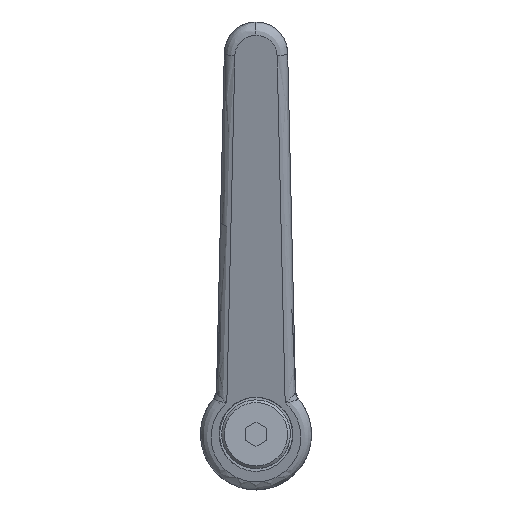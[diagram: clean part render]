
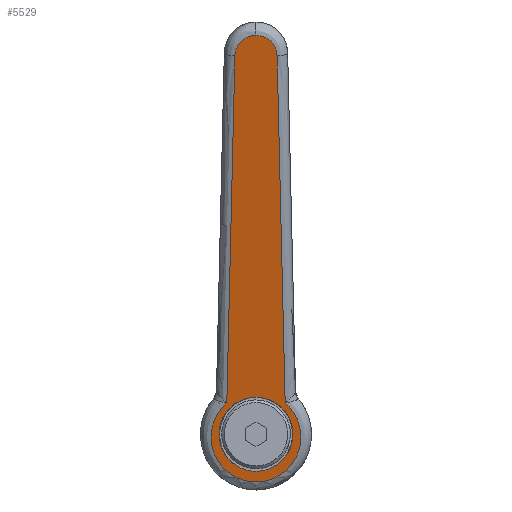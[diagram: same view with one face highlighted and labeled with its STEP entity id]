
A CAD part, top view. The second image highlights one B-rep face of the part: STEP entity #5529.
In plain terms, the highlighted free-form (B-spline) face has degree [1, 1] with [2, 2] control points.
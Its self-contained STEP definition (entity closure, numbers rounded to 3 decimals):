
#2023=CARTESIAN_POINT('',(5.161,4.729,27.862));
#2024=VERTEX_POINT('',#2023);
#2030=CARTESIAN_POINT('',(-7.0,0.0,24.564));
#2031=VERTEX_POINT('',#2030);
#2032=CARTESIAN_POINT('',(5.161,4.729,27.862));
#2033=CARTESIAN_POINT('',(3.08,7.,27.297));
#2034=CARTESIAN_POINT('',(0.,7.,26.462));
#2035=CARTESIAN_POINT('',(-7.,7.,24.564));
#2036=CARTESIAN_POINT('',(-7.0,0.0,24.564));
#2044=(BOUNDED_CURVE()B_SPLINE_CURVE(2,(#2032,#2033,#2034,#2035,#2036),.UNSPECIFIED.,.F.,.U.)B_SPLINE_CURVE_WITH_KNOTS((3,2,3),(0.618,0.75,1.0),.UNSPECIFIED.)CURVE()GEOMETRIC_REPRESENTATION_ITEM()RATIONAL_B_SPLINE_CURVE((0.854,0.846,1.0,0.707,1.0))REPRESENTATION_ITEM(''));
#2045=EDGE_CURVE('',#2024,#2031,#2044,.T.);
#2047=CARTESIAN_POINT('',(5.017,-4.882,27.822));
#2048=VERTEX_POINT('',#2047);
#2049=CARTESIAN_POINT('',(-7.0,0.0,24.564));
#2050=CARTESIAN_POINT('',(-7.,-7.,24.564));
#2051=CARTESIAN_POINT('',(0.,-7.0,26.462));
#2052=CARTESIAN_POINT('',(2.955,-7.0,27.264));
#2053=CARTESIAN_POINT('',(5.017,-4.882,27.822));
#2061=(BOUNDED_CURVE()B_SPLINE_CURVE(2,(#2049,#2050,#2051,#2052,#2053),.UNSPECIFIED.,.F.,.U.)B_SPLINE_CURVE_WITH_KNOTS((3,2,3),(0.0,0.25,0.377),.UNSPECIFIED.)CURVE()GEOMETRIC_REPRESENTATION_ITEM()RATIONAL_B_SPLINE_CURVE((1.0,0.707,1.0,0.851,0.854))REPRESENTATION_ITEM(''));
#2062=EDGE_CURVE('',#2031,#2048,#2061,.T.);
#2098=CARTESIAN_POINT('',(7.0,0.,28.36));
#2099=VERTEX_POINT('',#2098);
#2100=CARTESIAN_POINT('',(5.017,-4.882,27.822));
#2101=CARTESIAN_POINT('',(7.,-2.844,28.36));
#2102=CARTESIAN_POINT('',(7.0,0.,28.36));
#2110=(BOUNDED_CURVE()B_SPLINE_CURVE(2,(#2100,#2101,#2102),.UNSPECIFIED.,.F.,.U.)B_SPLINE_CURVE_WITH_KNOTS((3,3),(0.377,0.5),.UNSPECIFIED.)CURVE()GEOMETRIC_REPRESENTATION_ITEM()RATIONAL_B_SPLINE_CURVE((0.854,0.856,1.0))REPRESENTATION_ITEM(''));
#2111=EDGE_CURVE('',#2048,#2099,#2110,.T.);
#2113=CARTESIAN_POINT('',(7.0,0.,28.36));
#2114=CARTESIAN_POINT('',(7.,2.722,28.36));
#2115=CARTESIAN_POINT('',(5.161,4.729,27.862));
#2123=(BOUNDED_CURVE()B_SPLINE_CURVE(2,(#2113,#2114,#2115),.UNSPECIFIED.,.F.,.U.)B_SPLINE_CURVE_WITH_KNOTS((3,3),(0.5,0.618),.UNSPECIFIED.)CURVE()GEOMETRIC_REPRESENTATION_ITEM()RATIONAL_B_SPLINE_CURVE((1.0,0.861,0.854))REPRESENTATION_ITEM(''));
#2124=EDGE_CURVE('',#2099,#2024,#2123,.T.);
#4551=CARTESIAN_POINT('',(5.94,-5.52,28.073));
#4552=VERTEX_POINT('',#4551);
#4800=CARTESIAN_POINT('',(5.94,5.52,28.073));
#4801=VERTEX_POINT('',#4800);
#5171=CARTESIAN_POINT('',(5.94,5.52,28.073));
#5172=CARTESIAN_POINT('',(2.093,10.025,27.03));
#5173=CARTESIAN_POINT('',(-3.465,7.975,25.522));
#5174=CARTESIAN_POINT('',(-9.023,5.924,24.015));
#5175=CARTESIAN_POINT('',(-9.023,0.,24.015));
#5176=CARTESIAN_POINT('',(-9.023,-5.924,24.015));
#5177=CARTESIAN_POINT('',(-3.465,-7.975,25.522));
#5178=CARTESIAN_POINT('',(2.093,-10.025,27.03));
#5179=CARTESIAN_POINT('',(5.94,-5.52,28.073));
#5187=(BOUNDED_CURVE()B_SPLINE_CURVE(2,(#5171,#5172,#5173,#5174,#5175,#5176,#5177,#5178,#5179),.UNSPECIFIED.,.F.,.U.)B_SPLINE_CURVE_WITH_KNOTS((3,2,2,2,3),(0.0,0.25,0.5,0.75,1.0),.UNSPECIFIED.)CURVE()GEOMETRIC_REPRESENTATION_ITEM()RATIONAL_B_SPLINE_CURVE((1.0,0.82,1.0,0.82,1.0,0.82,1.0,0.82,1.0))REPRESENTATION_ITEM(''));
#5188=EDGE_CURVE('',#4801,#4552,#5187,.T.);
#5217=CARTESIAN_POINT('',(71.569,3.999,45.871));
#5218=VERTEX_POINT('',#5217);
#5219=CARTESIAN_POINT('',(71.569,3.999,45.871));
#5220=CARTESIAN_POINT('',(5.94,5.52,28.073));
#5221=QUASI_UNIFORM_CURVE('',1,(#5219,#5220),.UNSPECIFIED.,.F.,.U.);
#5222=EDGE_CURVE('',#5218,#4801,#5221,.T.);
#5253=CARTESIAN_POINT('',(71.569,-3.999,45.871));
#5254=VERTEX_POINT('',#5253);
#5255=CARTESIAN_POINT('',(5.94,-5.52,28.073));
#5256=CARTESIAN_POINT('',(71.569,-3.999,45.871));
#5257=QUASI_UNIFORM_CURVE('',1,(#5255,#5256),.UNSPECIFIED.,.F.,.U.);
#5258=EDGE_CURVE('',#4552,#5254,#5257,.T.);
#5361=CARTESIAN_POINT('',(75.477,0.0,46.93));
#5362=VERTEX_POINT('',#5361);
#5392=CARTESIAN_POINT('',(75.477,0.0,46.93));
#5393=CARTESIAN_POINT('',(75.477,3.908,46.93));
#5394=CARTESIAN_POINT('',(71.569,3.999,45.871));
#5402=(BOUNDED_CURVE()B_SPLINE_CURVE(2,(#5392,#5393,#5394),.UNSPECIFIED.,.F.,.U.)CURVE()GEOMETRIC_REPRESENTATION_ITEM()QUASI_UNIFORM_CURVE()RATIONAL_B_SPLINE_CURVE((1.0,0.715,1.0))REPRESENTATION_ITEM(''));
#5403=EDGE_CURVE('',#5362,#5218,#5402,.T.);
#5447=CARTESIAN_POINT('',(71.569,-3.999,45.871));
#5448=CARTESIAN_POINT('',(75.477,-3.908,46.93));
#5449=CARTESIAN_POINT('',(75.477,0.0,46.93));
#5457=(BOUNDED_CURVE()B_SPLINE_CURVE(2,(#5447,#5448,#5449),.UNSPECIFIED.,.F.,.U.)CURVE()GEOMETRIC_REPRESENTATION_ITEM()QUASI_UNIFORM_CURVE()RATIONAL_B_SPLINE_CURVE((1.0,0.715,1.0))REPRESENTATION_ITEM(''));
#5458=EDGE_CURVE('',#5254,#5362,#5457,.T.);
#5511=CARTESIAN_POINT('',(79.697,-9.334,48.075));
#5512=CARTESIAN_POINT('',(-13.244,-9.334,22.87));
#5513=CARTESIAN_POINT('',(79.697,9.334,48.075));
#5514=CARTESIAN_POINT('',(-13.244,9.334,22.87));
#5515=B_SPLINE_SURFACE_WITH_KNOTS('',1,1,((#5511,#5513),(#5512,#5514)),.UNSPECIFIED.,.F.,.F.,.U.,(2,2),(2,2),(0.0,96.298),(0.0,18.668),.UNSPECIFIED.);
#5516=ORIENTED_EDGE('',*,*,#5222,.T.);
#5517=ORIENTED_EDGE('',*,*,#5188,.T.);
#5518=ORIENTED_EDGE('',*,*,#5258,.T.);
#5519=ORIENTED_EDGE('',*,*,#5458,.T.);
#5520=ORIENTED_EDGE('',*,*,#5403,.T.);
#5521=EDGE_LOOP('',(#5516,#5517,#5518,#5519,#5520));
#5522=FACE_OUTER_BOUND('',#5521,.T.);
#5523=ORIENTED_EDGE('',*,*,#2124,.F.);
#5524=ORIENTED_EDGE('',*,*,#2111,.F.);
#5525=ORIENTED_EDGE('',*,*,#2062,.F.);
#5526=ORIENTED_EDGE('',*,*,#2045,.F.);
#5527=EDGE_LOOP('',(#5523,#5524,#5525,#5526));
#5528=FACE_BOUND('',#5527,.T.);
#5529=ADVANCED_FACE('',(#5522,#5528),#5515,.F.);
